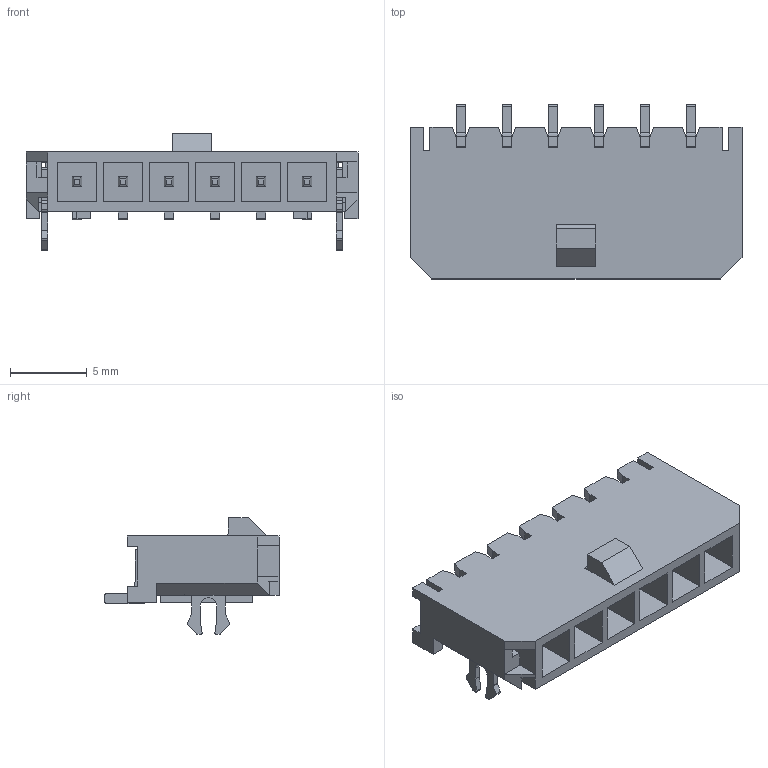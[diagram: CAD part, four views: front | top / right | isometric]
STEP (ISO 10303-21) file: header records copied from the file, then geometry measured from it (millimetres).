
FILE_DESCRIPTION(/* description */ ('Unknown'),/* implementation_level */ '2;1');
FILE_NAME(/* name */ '662106130822',/* time_stamp */ '2016-06-15T15:33:28+02:00',/* author */ ('Unknown'),/* organization */ ('Unknown'),/* preprocessor_version */ 'ST-DEVELOPER v16.7',/* originating_system */ 'DEX',/* authorisation */ $);
FILE_SCHEMA (('AUTOMOTIVE_DESIGN {1 0 10303 214 3 1 1}'));
Length unit declared in the file: millimetre
Products named in the file (4): 6621xx130822; 662106130822; 6621xx130822_Hook
Assembly tree (9 placements, depth 2):
  6621xx130822
    662106130822
    6621xx130822  x6
    6621xx130822_Hook  x2
Bounding box: 21.65 x 11.35 x 7.62 mm (x, y, z)
Volume: 508.2 mm3; surface area: 1540.6 mm2
Topology: 9 solids, 9 shells, 502 faces, 1405 edges, 916 vertices
Faces by surface type: plane 403, cylinder 99
Full cylindrical faces by diameter (mm): 1.3 x2
Entity records: 10134 total; most frequent: CARTESIAN_POINT 1788, ORIENTED_EDGE 1776, DIRECTION 1596, EDGE_CURVE 888, LINE 824, VECTOR 824, VERTEX_POINT 578, AXIS2_PLACEMENT_3D 386
